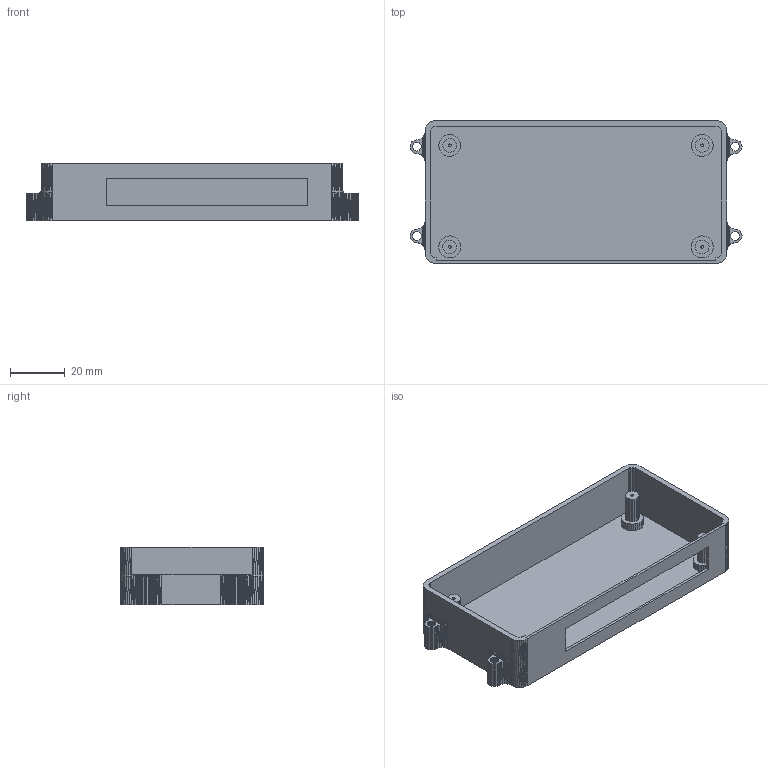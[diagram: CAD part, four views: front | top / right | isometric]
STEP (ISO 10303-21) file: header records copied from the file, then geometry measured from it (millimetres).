
FILE_DESCRIPTION(('FreeCAD Model'),'2;1');
FILE_NAME('Box.step', '2020-09-11T20:39:22',('Author'),(''), 'Open CASCADE STEP processor 7.3','FreeCAD','Unknown');
FILE_SCHEMA(('AUTOMOTIVE_DESIGN { 1 0 10303 214 1 1 1 1 }'));
Products named in the file (1): Box002_(Solid)
Bounding box: 121 x 52 x 21 mm (x, y, z)
Volume: 22755 mm3; surface area: 24328 mm2
Topology: 1 solids, 1 shells, 917 faces, 2232 edges, 1330 vertices
Faces by surface type: plane 917
Entity records: 54205 total; most frequent: CARTESIAN_POINT 9450, DIRECTION 8026, LINE 6190, VECTOR 6190, ORIENTED_EDGE 4464, PCURVE 4464, DEFINITIONAL_REPRESENTATION 4464, EDGE_CURVE 2232
